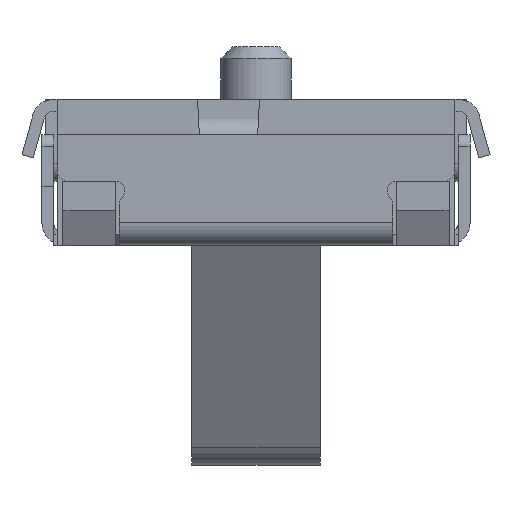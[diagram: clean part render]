
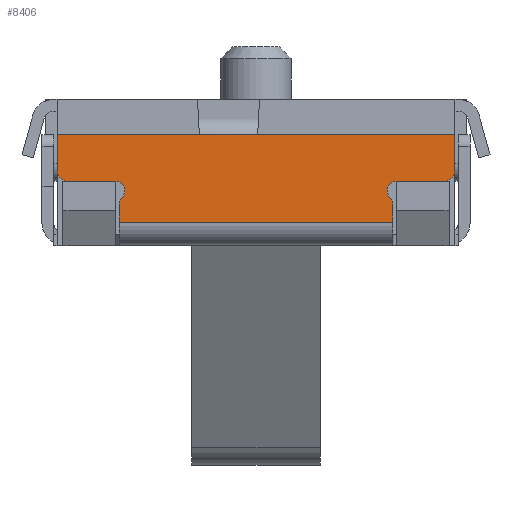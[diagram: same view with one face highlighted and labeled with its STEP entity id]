
A CAD part, front view. The second image highlights one B-rep face of the part: STEP entity #8406.
In plain terms, the highlighted planar face has unit normal (0, -1, 0).
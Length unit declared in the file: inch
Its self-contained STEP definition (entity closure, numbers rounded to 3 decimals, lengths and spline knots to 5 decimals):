
#309=CIRCLE('',#8889,0.00394);
#311=CIRCLE('',#8892,0.00315);
#313=CIRCLE('',#8895,0.00315);
#315=CIRCLE('',#8898,0.00315);
#317=CIRCLE('',#8901,0.00315);
#319=CIRCLE('',#8904,0.00394);
#694=FACE_OUTER_BOUND('',#1126,.T.);
#1126=EDGE_LOOP('',(#6471,#6472,#6473,#6474,#6475,#6476,#6477,#6478,#6479,
#6480,#6481,#6482,#6483,#6484));
#1651=LINE('',#12556,#2554);
#1762=LINE('',#12993,#2665);
#1881=LINE('',#14196,#2784);
#1910=LINE('',#14278,#2813);
#1913=LINE('',#14282,#2816);
#1914=LINE('',#14284,#2817);
#1915=LINE('',#14285,#2818);
#1916=LINE('',#14286,#2819);
#2554=VECTOR('',#10110,0.00606);
#2665=VECTOR('',#10379,0.00606);
#2784=VECTOR('',#10756,0.09213);
#2813=VECTOR('',#10851,0.13386);
#2816=VECTOR('',#10856,0.01181);
#2817=VECTOR('',#10859,0.01181);
#2818=VECTOR('',#10860,0.3937);
#2819=VECTOR('',#10861,0.3937);
#3435=VERTEX_POINT('',#12553);
#3436=VERTEX_POINT('',#12555);
#3552=VERTEX_POINT('',#12944);
#3553=VERTEX_POINT('',#12946);
#3556=VERTEX_POINT('',#12953);
#3557=VERTEX_POINT('',#12955);
#3560=VERTEX_POINT('',#12965);
#3561=VERTEX_POINT('',#12967);
#3563=VERTEX_POINT('',#12973);
#3566=VERTEX_POINT('',#12980);
#3567=VERTEX_POINT('',#12982);
#3571=VERTEX_POINT('',#12992);
#3694=VERTEX_POINT('',#14275);
#3695=VERTEX_POINT('',#14277);
#4324=EDGE_CURVE('',#3436,#3435,#1651,.T.);
#4463=EDGE_CURVE('',#3553,#3552,#309,.T.);
#4467=EDGE_CURVE('',#3557,#3556,#311,.T.);
#4470=EDGE_CURVE('',#3556,#3436,#313,.T.);
#4473=EDGE_CURVE('',#3561,#3560,#315,.T.);
#4477=EDGE_CURVE('',#3560,#3563,#317,.T.);
#4480=EDGE_CURVE('',#3567,#3566,#319,.T.);
#4485=EDGE_CURVE('',#3571,#3561,#1762,.T.);
#4678=EDGE_CURVE('',#3571,#3435,#1881,.T.);
#4717=EDGE_CURVE('',#3695,#3694,#1910,.T.);
#4720=EDGE_CURVE('',#3566,#3695,#1913,.T.);
#4721=EDGE_CURVE('',#3694,#3553,#1914,.T.);
#4722=EDGE_CURVE('',#3557,#3552,#1915,.T.);
#4723=EDGE_CURVE('',#3567,#3563,#1916,.T.);
#6471=ORIENTED_EDGE('',*,*,#4720,.T.);
#6472=ORIENTED_EDGE('',*,*,#4717,.T.);
#6473=ORIENTED_EDGE('',*,*,#4721,.T.);
#6474=ORIENTED_EDGE('',*,*,#4463,.T.);
#6475=ORIENTED_EDGE('',*,*,#4722,.F.);
#6476=ORIENTED_EDGE('',*,*,#4467,.T.);
#6477=ORIENTED_EDGE('',*,*,#4470,.T.);
#6478=ORIENTED_EDGE('',*,*,#4324,.T.);
#6479=ORIENTED_EDGE('',*,*,#4678,.F.);
#6480=ORIENTED_EDGE('',*,*,#4485,.T.);
#6481=ORIENTED_EDGE('',*,*,#4473,.T.);
#6482=ORIENTED_EDGE('',*,*,#4477,.T.);
#6483=ORIENTED_EDGE('',*,*,#4723,.F.);
#6484=ORIENTED_EDGE('',*,*,#4480,.T.);
#7579=PLANE('',#9070);
#8406=ADVANCED_FACE('',(#694),#7579,.T.);
#8889=AXIS2_PLACEMENT_3D('',#12947,#10333,#10334);
#8892=AXIS2_PLACEMENT_3D('',#12956,#10341,#10342);
#8895=AXIS2_PLACEMENT_3D('',#12960,#10348,#10349);
#8898=AXIS2_PLACEMENT_3D('',#12968,#10355,#10356);
#8901=AXIS2_PLACEMENT_3D('',#12975,#10363,#10364);
#8904=AXIS2_PLACEMENT_3D('',#12983,#10370,#10371);
#9070=AXIS2_PLACEMENT_3D('',#14283,#10857,#10858);
#10110=DIRECTION('',(0.,0.,-1.));
#10333=DIRECTION('center_axis',(0.,-1.,0.));
#10334=DIRECTION('ref_axis',(-1.,0.,0.));
#10341=DIRECTION('center_axis',(0.,1.,0.));
#10342=DIRECTION('ref_axis',(-0.688,0.,0.726));
#10348=DIRECTION('center_axis',(0.,-1.,0.));
#10349=DIRECTION('ref_axis',(-0.688,0.,0.726));
#10355=DIRECTION('center_axis',(0.,-1.,0.));
#10356=DIRECTION('ref_axis',(1.,0.,0.));
#10363=DIRECTION('center_axis',(0.,1.,0.));
#10364=DIRECTION('ref_axis',(0.,0.,-1.));
#10370=DIRECTION('center_axis',(0.,-1.,0.));
#10371=DIRECTION('ref_axis',(0.,0.,-1.));
#10379=DIRECTION('',(0.,0.,1.));
#10756=DIRECTION('',(-1.,0.,0.));
#10851=DIRECTION('',(-1.,0.,0.));
#10856=DIRECTION('',(0.,0.,1.));
#10857=DIRECTION('center_axis',(0.,-1.,0.));
#10858=DIRECTION('ref_axis',(0.,0.,1.));
#10859=DIRECTION('',(0.,0.,-1.));
#10860=DIRECTION('',(-1.,0.,0.));
#10861=DIRECTION('',(-1.,0.,0.));
#12553=CARTESIAN_POINT('',(-0.04606,-0.08622,-0.04134));
#12555=CARTESIAN_POINT('',(-0.04606,-0.08622,-0.03528));
#12556=CARTESIAN_POINT('',(-0.04606,-0.08622,-0.03528));
#12944=CARTESIAN_POINT('',(-0.06299,-0.08622,-0.02756));
#12946=CARTESIAN_POINT('',(-0.06693,-0.08622,-0.02362));
#12947=CARTESIAN_POINT('Origin',(-0.06299,-0.08622,
-0.02362));
#12953=CARTESIAN_POINT('',(-0.04508,-0.08622,-0.033));
#12955=CARTESIAN_POINT('',(-0.04724,-0.08622,-0.02756));
#12956=CARTESIAN_POINT('Origin',(-0.04724,-0.08622,
-0.03071));
#12960=CARTESIAN_POINT('Origin',(-0.04291,-0.08622,
-0.03528));
#12965=CARTESIAN_POINT('',(0.04508,-0.08622,-0.033));
#12967=CARTESIAN_POINT('',(0.04606,-0.08622,-0.03528));
#12968=CARTESIAN_POINT('Origin',(0.04291,-0.08622,
-0.03528));
#12973=CARTESIAN_POINT('',(0.04724,-0.08622,-0.02756));
#12975=CARTESIAN_POINT('Origin',(0.04724,-0.08622,
-0.03071));
#12980=CARTESIAN_POINT('',(0.06693,-0.08622,-0.02362));
#12982=CARTESIAN_POINT('',(0.06299,-0.08622,-0.02756));
#12983=CARTESIAN_POINT('Origin',(0.06299,-0.08622,
-0.02362));
#12992=CARTESIAN_POINT('',(0.04606,-0.08622,-0.04134));
#12993=CARTESIAN_POINT('',(0.04606,-0.08622,-0.04134));
#14196=CARTESIAN_POINT('',(0.04606,-0.08622,-0.04134));
#14275=CARTESIAN_POINT('',(-0.06693,-0.08622,-0.01181));
#14277=CARTESIAN_POINT('',(0.06693,-0.08622,-0.01181));
#14278=CARTESIAN_POINT('',(0.06693,-0.08622,-0.01181));
#14282=CARTESIAN_POINT('',(0.06693,-0.08622,-0.02362));
#14283=CARTESIAN_POINT('Origin',(-0.06693,-0.08622,
-0.04528));
#14284=CARTESIAN_POINT('',(-0.06693,-0.08622,-0.01181));
#14285=CARTESIAN_POINT('',(-0.06152,-0.08622,-0.02756));
#14286=CARTESIAN_POINT('',(-0.00541,-0.08622,-0.02756));
